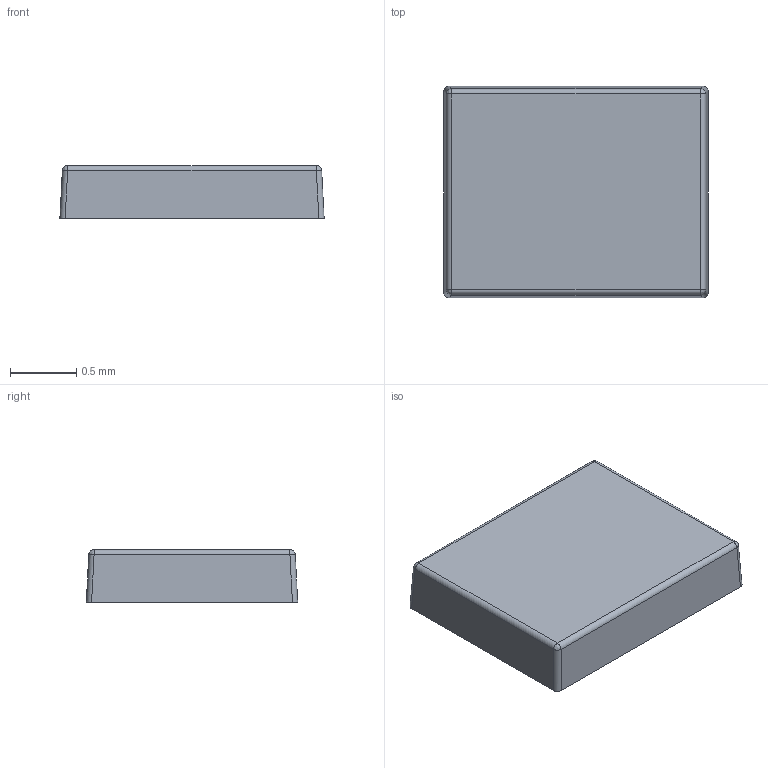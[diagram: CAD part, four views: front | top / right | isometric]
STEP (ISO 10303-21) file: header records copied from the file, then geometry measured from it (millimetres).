
FILE_DESCRIPTION (( 'STEP AP214' ), '1' );
FILE_NAME ('User Library-Wurth Elektronik WL-SMCW 1206 (3216) LED Lens (Separate Body).STEP', '2018-02-19T13:36:51', ( '' ), ( '' ), 'SwSTEP 2.0', 'SolidWorks 2018', '' );
FILE_SCHEMA (( 'AUTOMOTIVE_DESIGN' ));
Length unit declared in the file: centimetre
Products named in the file (1): User Library-Wurth Elektronik WL-SMCW 1206 (3216) LED Lens (Separate Body)
Bounding box: 2 x 1.6 x 0.4 mm (x, y, z)
Volume: 1.2 mm3; surface area: 9 mm2
Topology: 1 solids, 1 shells, 18 faces, 36 edges, 20 vertices
Faces by surface type: cylinder 8, plane 6, bspline 4
Entity records: 534 total; most frequent: CARTESIAN_POINT 147, DIRECTION 74, ORIENTED_EDGE 72, EDGE_CURVE 36, AXIS2_PLACEMENT_3D 27, VECTOR 20, VERTEX_POINT 20, LINE 20
